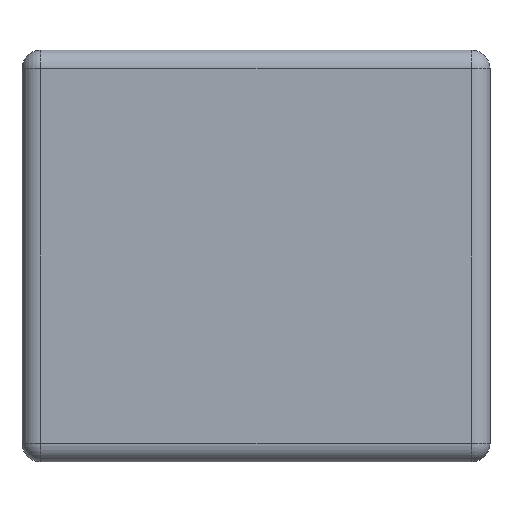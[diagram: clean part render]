
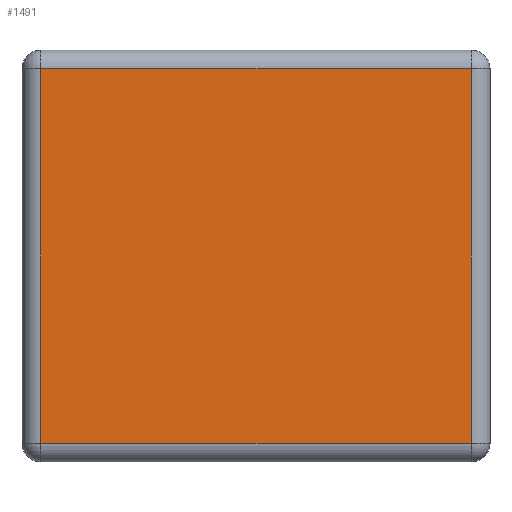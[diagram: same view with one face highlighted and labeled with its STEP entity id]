
A CAD part, left-side view. The second image highlights one B-rep face of the part: STEP entity #1491.
In plain terms, the highlighted planar face has unit normal (-1, 0, 0).
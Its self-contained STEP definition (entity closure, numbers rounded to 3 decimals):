
#1258 = VERTEX_POINT('',#1259);
#1259 = CARTESIAN_POINT('',(-1.,0.575,1.05));
#1268 = VERTEX_POINT('',#1269);
#1269 = CARTESIAN_POINT('',(-1.,0.575,0.05));
#1276 = EDGE_CURVE('',#1258,#1268,#1277,.T.);
#1277 = LINE('',#1278,#1279);
#1278 = CARTESIAN_POINT('',(-1.,0.575,1.1));
#1279 = VECTOR('',#1280,1.);
#1280 = DIRECTION('',(0.,0.,-1.));
#1297 = EDGE_CURVE('',#1268,#1298,#1300,.T.);
#1298 = VERTEX_POINT('',#1299);
#1299 = CARTESIAN_POINT('',(-1.,-0.575,0.05));
#1300 = LINE('',#1301,#1302);
#1301 = CARTESIAN_POINT('',(-1.,0.625,0.05));
#1302 = VECTOR('',#1303,1.);
#1303 = DIRECTION('',(0.,-1.,0.));
#1347 = EDGE_CURVE('',#1258,#1348,#1350,.T.);
#1348 = VERTEX_POINT('',#1349);
#1349 = CARTESIAN_POINT('',(-1.,-0.575,1.05));
#1350 = LINE('',#1351,#1352);
#1351 = CARTESIAN_POINT('',(-1.,0.625,1.05));
#1352 = VECTOR('',#1353,1.);
#1353 = DIRECTION('',(0.,-1.,0.));
#1403 = EDGE_CURVE('',#1348,#1298,#1404,.T.);
#1404 = LINE('',#1405,#1406);
#1405 = CARTESIAN_POINT('',(-1.,-0.575,1.1));
#1406 = VECTOR('',#1407,1.);
#1407 = DIRECTION('',(0.,0.,-1.));
#1491 = ADVANCED_FACE('',(#1492),#1498,.F.);
#1492 = FACE_BOUND('',#1493,.F.);
#1493 = EDGE_LOOP('',(#1494,#1495,#1496,#1497));
#1494 = ORIENTED_EDGE('',*,*,#1347,.T.);
#1495 = ORIENTED_EDGE('',*,*,#1403,.T.);
#1496 = ORIENTED_EDGE('',*,*,#1297,.F.);
#1497 = ORIENTED_EDGE('',*,*,#1276,.F.);
#1498 = PLANE('',#1499);
#1499 = AXIS2_PLACEMENT_3D('',#1500,#1501,#1502);
#1500 = CARTESIAN_POINT('',(-1.,0.625,1.1));
#1501 = DIRECTION('',(1.,0.,0.));
#1502 = DIRECTION('',(0.,0.,-1.));
